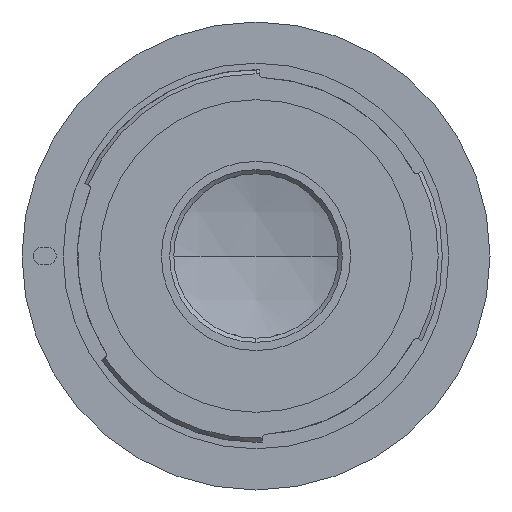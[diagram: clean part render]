
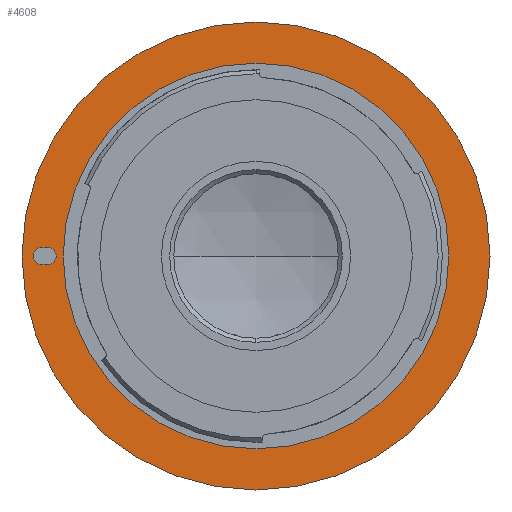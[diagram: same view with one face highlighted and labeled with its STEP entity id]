
A CAD part, left-side view. The second image highlights one B-rep face of the part: STEP entity #4608.
In plain terms, the highlighted planar face has unit normal (-1, 0, 0).
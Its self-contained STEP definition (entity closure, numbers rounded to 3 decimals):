
#53 = EDGE_CURVE ( 'NONE', #3738, #5264, #5795, .T. ) ;
#85 = CIRCLE ( 'NONE', #2153, 23.45 ) ;
#257 = DIRECTION ( 'NONE',  ( -1., 0., 0. ) ) ;
#284 = AXIS2_PLACEMENT_3D ( 'NONE', #5090, #257, #3391 ) ;
#329 = CARTESIAN_POINT ( 'NONE',  ( -59.376, 0., -23.45 ) ) ;
#435 = FACE_OUTER_BOUND ( 'NONE', #3582, .T. ) ;
#548 = DIRECTION ( 'NONE',  ( -1., 0., 0. ) ) ;
#632 = EDGE_CURVE ( 'NONE', #5264, #3738, #1526, .T. ) ;
#675 = EDGE_CURVE ( 'NONE', #4514, #3476, #1322, .T. ) ;
#717 = DIRECTION ( 'NONE',  ( -1., 0., 0. ) ) ;
#782 = DIRECTION ( 'NONE',  ( 0., -1., 0. ) ) ;
#788 = ORIENTED_EDGE ( 'NONE', *, *, #53, .T. ) ;
#818 = CARTESIAN_POINT ( 'NONE',  ( -59.376, 0., 0. ) ) ;
#849 = AXIS2_PLACEMENT_3D ( 'NONE', #3413, #717, #3879 ) ;
#873 = DIRECTION ( 'NONE',  ( -1., 0., 0. ) ) ;
#876 = VERTEX_POINT ( 'NONE', #2525 ) ;
#936 = AXIS2_PLACEMENT_3D ( 'NONE', #3583, #873, #4049 ) ;
#1129 = CARTESIAN_POINT ( 'NONE',  ( -59.376, 25.35, 1.05 ) ) ;
#1141 = LINE ( 'NONE', #3479, #2188 ) ;
#1183 = AXIS2_PLACEMENT_3D ( 'NONE', #3237, #548, #3700 ) ;
#1241 = VECTOR ( 'NONE', #1329, 1000. ) ;
#1282 = DIRECTION ( 'NONE',  ( 0., 0., -1. ) ) ;
#1294 = EDGE_CURVE ( 'NONE', #3476, #4514, #85, .T. ) ;
#1299 = CARTESIAN_POINT ( 'NONE',  ( -59.376, 25.35, 0. ) ) ;
#1322 = CIRCLE ( 'NONE', #849, 23.45 ) ;
#1329 = DIRECTION ( 'NONE',  ( 0., 1., 0. ) ) ;
#1394 = CARTESIAN_POINT ( 'NONE',  ( -59.376, 0., -28.45 ) ) ;
#1447 = EDGE_CURVE ( 'NONE', #1885, #5456, #3616, .T. ) ;
#1526 = CIRCLE ( 'NONE', #284, 28.45 ) ;
#1592 = ORIENTED_EDGE ( 'NONE', *, *, #5738, .F. ) ;
#1754 = DIRECTION ( 'NONE',  ( 0., 0., -1. ) ) ;
#1791 = CARTESIAN_POINT ( 'NONE',  ( -59.376, 0., 28.45 ) ) ;
#1885 = VERTEX_POINT ( 'NONE', #1129 ) ;
#1981 = EDGE_LOOP ( 'NONE', ( #4669, #5130, #3438, #1592 ) ) ;
#2065 = CARTESIAN_POINT ( 'NONE',  ( -59.376, 25.35, -1.05 ) ) ;
#2153 = AXIS2_PLACEMENT_3D ( 'NONE', #818, #3995, #1282 ) ;
#2170 = AXIS2_PLACEMENT_3D ( 'NONE', #1299, #4457, #1754 ) ;
#2174 = CARTESIAN_POINT ( 'NONE',  ( -59.376, -23.45, 0. ) ) ;
#2188 = VECTOR ( 'NONE', #782, 1000. ) ;
#2268 = EDGE_LOOP ( 'NONE', ( #4162, #2688 ) ) ;
#2443 = CIRCLE ( 'NONE', #1183, 1.05 ) ;
#2525 = CARTESIAN_POINT ( 'NONE',  ( -59.376, 26.05, -1.05 ) ) ;
#2553 = FACE_BOUND ( 'NONE', #1981, .T. ) ;
#2623 = DIRECTION ( 'NONE',  ( 0., 0., 1. ) ) ;
#2688 = ORIENTED_EDGE ( 'NONE', *, *, #1294, .F. ) ;
#2758 = CARTESIAN_POINT ( 'NONE',  ( -59.376, 0., 23.45 ) ) ;
#2964 = EDGE_CURVE ( 'NONE', #876, #3315, #1141, .T. ) ;
#3237 = CARTESIAN_POINT ( 'NONE',  ( -59.376, 26.05, 0. ) ) ;
#3315 = VERTEX_POINT ( 'NONE', #2065 ) ;
#3391 = DIRECTION ( 'NONE',  ( 0., 0., -1. ) ) ;
#3413 = CARTESIAN_POINT ( 'NONE',  ( -59.376, 0., 0. ) ) ;
#3438 = ORIENTED_EDGE ( 'NONE', *, *, #2964, .F. ) ;
#3476 = VERTEX_POINT ( 'NONE', #2758 ) ;
#3479 = CARTESIAN_POINT ( 'NONE',  ( -59.376, 25.35, -1.05 ) ) ;
#3579 = EDGE_CURVE ( 'NONE', #3315, #1885, #4554, .T. ) ;
#3582 = EDGE_LOOP ( 'NONE', ( #788, #4135 ) ) ;
#3583 = CARTESIAN_POINT ( 'NONE',  ( -59.376, 0., 0. ) ) ;
#3616 = LINE ( 'NONE', #4940, #1241 ) ;
#3700 = DIRECTION ( 'NONE',  ( 0., 0., -1. ) ) ;
#3738 = VERTEX_POINT ( 'NONE', #1394 ) ;
#3757 = FACE_BOUND ( 'NONE', #2268, .T. ) ;
#3879 = DIRECTION ( 'NONE',  ( 0., 0., -1. ) ) ;
#3995 = DIRECTION ( 'NONE',  ( -1., 0., 0. ) ) ;
#4049 = DIRECTION ( 'NONE',  ( 0., 0., -1. ) ) ;
#4135 = ORIENTED_EDGE ( 'NONE', *, *, #632, .T. ) ;
#4152 = CARTESIAN_POINT ( 'NONE',  ( -59.376, 26.05, 1.05 ) ) ;
#4162 = ORIENTED_EDGE ( 'NONE', *, *, #675, .F. ) ;
#4414 = PLANE ( 'NONE',  #5431 ) ;
#4457 = DIRECTION ( 'NONE',  ( -1., 0., 0. ) ) ;
#4514 = VERTEX_POINT ( 'NONE', #329 ) ;
#4554 = CIRCLE ( 'NONE', #2170, 1.05 ) ;
#4608 = ADVANCED_FACE ( 'NONE', ( #2553, #3757, #435 ), #4414, .F. ) ;
#4669 = ORIENTED_EDGE ( 'NONE', *, *, #1447, .F. ) ;
#4940 = CARTESIAN_POINT ( 'NONE',  ( -59.376, 25.35, 1.05 ) ) ;
#5090 = CARTESIAN_POINT ( 'NONE',  ( -59.376, 0., 0. ) ) ;
#5130 = ORIENTED_EDGE ( 'NONE', *, *, #3579, .F. ) ;
#5264 = VERTEX_POINT ( 'NONE', #1791 ) ;
#5343 = DIRECTION ( 'NONE',  ( 1., 0., 0. ) ) ;
#5431 = AXIS2_PLACEMENT_3D ( 'NONE', #2174, #5343, #2623 ) ;
#5456 = VERTEX_POINT ( 'NONE', #4152 ) ;
#5738 = EDGE_CURVE ( 'NONE', #5456, #876, #2443, .T. ) ;
#5795 = CIRCLE ( 'NONE', #936, 28.45 ) ;
